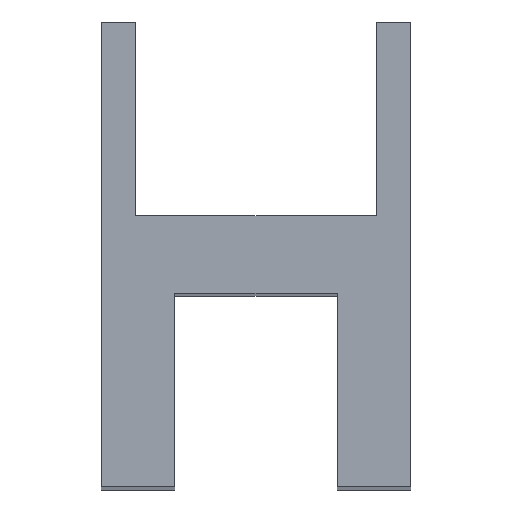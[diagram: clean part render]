
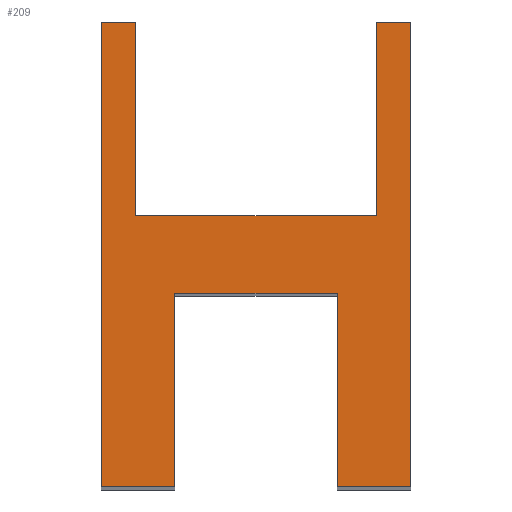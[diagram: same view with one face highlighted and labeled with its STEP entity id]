
A CAD part, top view. The second image highlights one B-rep face of the part: STEP entity #209.
In plain terms, the highlighted planar face has unit normal (0, 0, 1).
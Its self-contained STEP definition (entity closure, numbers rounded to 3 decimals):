
#5 = DIRECTION ( 'NONE',  ( 0., -1., 0. ) ) ;
#8 = DIRECTION ( 'NONE',  ( -1., 0., 0. ) ) ;
#9 = CARTESIAN_POINT ( 'NONE',  ( 0., 12., 50. ) ) ;
#10 = DIRECTION ( 'NONE',  ( 1., 0., 0. ) ) ;
#11 = CARTESIAN_POINT ( 'NONE',  ( 0., 0., 50. ) ) ;
#12 = CARTESIAN_POINT ( 'NONE',  ( 6.1, 0., 50. ) ) ;
#16 = CARTESIAN_POINT ( 'NONE',  ( 8., 0., 50. ) ) ;
#17 = DIRECTION ( 'NONE',  ( 0., 1., 0. ) ) ;
#21 = DIRECTION ( 'NONE',  ( 0., -1., 0. ) ) ;
#22 = CARTESIAN_POINT ( 'NONE',  ( 7.1, 7., 50. ) ) ;
#27 = DIRECTION ( 'NONE',  ( -1., 0., 0. ) ) ;
#28 = CARTESIAN_POINT ( 'NONE',  ( 7.1, 12., 50. ) ) ;
#31 = CARTESIAN_POINT ( 'NONE',  ( 0.9, 7., 50. ) ) ;
#32 = DIRECTION ( 'NONE',  ( 0., 1., 0. ) ) ;
#44 = DIRECTION ( 'NONE',  ( 0., -1., 0. ) ) ;
#47 = CARTESIAN_POINT ( 'NONE',  ( 6.1, 0., 50. ) ) ;
#68 = LINE ( 'NONE', #31, #79 ) ;
#70 = VECTOR ( 'NONE', #21, 1000. ) ;
#75 = LINE ( 'NONE', #22, #81 ) ;
#76 = LINE ( 'NONE', #28, #70 ) ;
#79 = VECTOR ( 'NONE', #32, 1000. ) ;
#81 = VECTOR ( 'NONE', #27, 1000. ) ;
#84 = EDGE_CURVE ( 'NONE', #278, #290, #151, .T. ) ;
#86 = EDGE_CURVE ( 'NONE', #290, #265, #147, .T. ) ;
#88 = EDGE_CURVE ( 'NONE', #282, #284, #143, .T. ) ;
#89 = EDGE_CURVE ( 'NONE', #265, #287, #141, .T. ) ;
#90 = EDGE_CURVE ( 'NONE', #276, #282, #139, .T. ) ;
#94 = EDGE_CURVE ( 'NONE', #287, #271, #316, .T. ) ;
#106 = EDGE_CURVE ( 'NONE', #283, #278, #328, .T. ) ;
#108 = EDGE_CURVE ( 'NONE', #271, #276, #332, .T. ) ;
#110 = EDGE_CURVE ( 'NONE', #262, #283, #336, .T. ) ;
#115 = EDGE_CURVE ( 'NONE', #284, #291, #76, .T. ) ;
#116 = EDGE_CURVE ( 'NONE', #291, #292, #75, .T. ) ;
#119 = EDGE_CURVE ( 'NONE', #292, #262, #68, .T. ) ;
#124 = AXIS2_PLACEMENT_3D ( 'NONE', #449, #394, #424 ) ;
#139 = LINE ( 'NONE', #16, #204 ) ;
#140 = VECTOR ( 'NONE', #293, 1000. ) ;
#141 = LINE ( 'NONE', #258, #140 ) ;
#142 = VECTOR ( 'NONE', #269, 1000. ) ;
#143 = LINE ( 'NONE', #288, #142 ) ;
#146 = VECTOR ( 'NONE', #285, 1000. ) ;
#147 = LINE ( 'NONE', #279, #146 ) ;
#150 = VECTOR ( 'NONE', #277, 1000. ) ;
#151 = LINE ( 'NONE', #261, #150 ) ;
#155 = ORIENTED_EDGE ( 'NONE', *, *, #90, .T. ) ;
#156 = ORIENTED_EDGE ( 'NONE', *, *, #108, .T. ) ;
#157 = ORIENTED_EDGE ( 'NONE', *, *, #94, .T. ) ;
#158 = ORIENTED_EDGE ( 'NONE', *, *, #89, .T. ) ;
#159 = ORIENTED_EDGE ( 'NONE', *, *, #86, .T. ) ;
#160 = ORIENTED_EDGE ( 'NONE', *, *, #84, .T. ) ;
#161 = ORIENTED_EDGE ( 'NONE', *, *, #106, .T. ) ;
#202 = EDGE_LOOP ( 'NONE', ( #161, #160, #159, #158, #157, #156, #155, #224, #225, #226, #227, #228 ) ) ;
#204 = VECTOR ( 'NONE', #17, 1000. ) ;
#209 = ADVANCED_FACE ( 'NONE', ( #350 ), #378, .F. ) ;
#224 = ORIENTED_EDGE ( 'NONE', *, *, #88, .T. ) ;
#225 = ORIENTED_EDGE ( 'NONE', *, *, #115, .T. ) ;
#226 = ORIENTED_EDGE ( 'NONE', *, *, #116, .T. ) ;
#227 = ORIENTED_EDGE ( 'NONE', *, *, #119, .T. ) ;
#228 = ORIENTED_EDGE ( 'NONE', *, *, #110, .T. ) ;
#258 = CARTESIAN_POINT ( 'NONE',  ( 6.1, 5., 50. ) ) ;
#261 = CARTESIAN_POINT ( 'NONE',  ( 0., 0., 50. ) ) ;
#262 = VERTEX_POINT ( 'NONE', #364 ) ;
#265 = VERTEX_POINT ( 'NONE', #389 ) ;
#269 = DIRECTION ( 'NONE',  ( -1., 0., 0. ) ) ;
#271 = VERTEX_POINT ( 'NONE', #388 ) ;
#276 = VERTEX_POINT ( 'NONE', #409 ) ;
#277 = DIRECTION ( 'NONE',  ( 1., 0., 0. ) ) ;
#278 = VERTEX_POINT ( 'NONE', #410 ) ;
#279 = CARTESIAN_POINT ( 'NONE',  ( 1.9, 5., 50. ) ) ;
#282 = VERTEX_POINT ( 'NONE', #433 ) ;
#283 = VERTEX_POINT ( 'NONE', #387 ) ;
#284 = VERTEX_POINT ( 'NONE', #392 ) ;
#285 = DIRECTION ( 'NONE',  ( 0., 1., 0. ) ) ;
#287 = VERTEX_POINT ( 'NONE', #362 ) ;
#288 = CARTESIAN_POINT ( 'NONE',  ( 7.1, 12., 50. ) ) ;
#290 = VERTEX_POINT ( 'NONE', #396 ) ;
#291 = VERTEX_POINT ( 'NONE', #406 ) ;
#292 = VERTEX_POINT ( 'NONE', #405 ) ;
#293 = DIRECTION ( 'NONE',  ( 1., 0., 0. ) ) ;
#311 = VECTOR ( 'NONE', #44, 1000. ) ;
#316 = LINE ( 'NONE', #47, #311 ) ;
#328 = LINE ( 'NONE', #11, #329 ) ;
#329 = VECTOR ( 'NONE', #5, 1000. ) ;
#332 = LINE ( 'NONE', #12, #335 ) ;
#335 = VECTOR ( 'NONE', #10, 1000. ) ;
#336 = LINE ( 'NONE', #9, #343 ) ;
#343 = VECTOR ( 'NONE', #8, 1000. ) ;
#350 = FACE_OUTER_BOUND ( 'NONE', #202, .T. ) ;
#362 = CARTESIAN_POINT ( 'NONE',  ( 6.1, 5., 50. ) ) ;
#364 = CARTESIAN_POINT ( 'NONE',  ( 0.9, 12., 50. ) ) ;
#378 = PLANE ( 'NONE',  #124 ) ;
#387 = CARTESIAN_POINT ( 'NONE',  ( 0., 12., 50. ) ) ;
#388 = CARTESIAN_POINT ( 'NONE',  ( 6.1, 0., 50. ) ) ;
#389 = CARTESIAN_POINT ( 'NONE',  ( 1.9, 5., 50. ) ) ;
#392 = CARTESIAN_POINT ( 'NONE',  ( 7.1, 12., 50. ) ) ;
#394 = DIRECTION ( 'NONE',  ( 0., 0., -1. ) ) ;
#396 = CARTESIAN_POINT ( 'NONE',  ( 1.9, 0., 50. ) ) ;
#405 = CARTESIAN_POINT ( 'NONE',  ( 0.9, 7., 50. ) ) ;
#406 = CARTESIAN_POINT ( 'NONE',  ( 7.1, 7., 50. ) ) ;
#409 = CARTESIAN_POINT ( 'NONE',  ( 8., 0., 50. ) ) ;
#410 = CARTESIAN_POINT ( 'NONE',  ( 0., 0., 50. ) ) ;
#424 = DIRECTION ( 'NONE',  ( -1., 0., 0. ) ) ;
#433 = CARTESIAN_POINT ( 'NONE',  ( 8., 12., 50. ) ) ;
#449 = CARTESIAN_POINT ( 'NONE',  ( 0., 12., 50. ) ) ;
